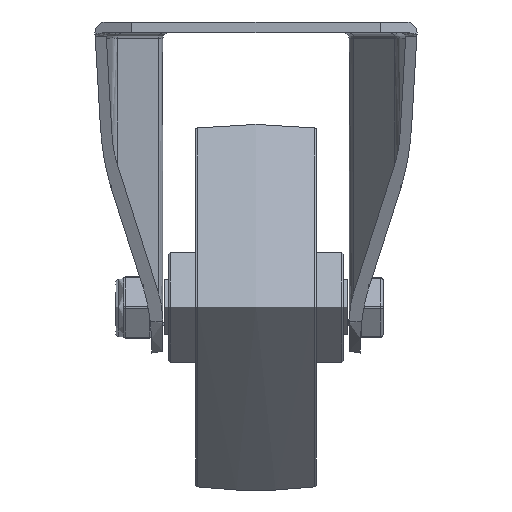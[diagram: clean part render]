
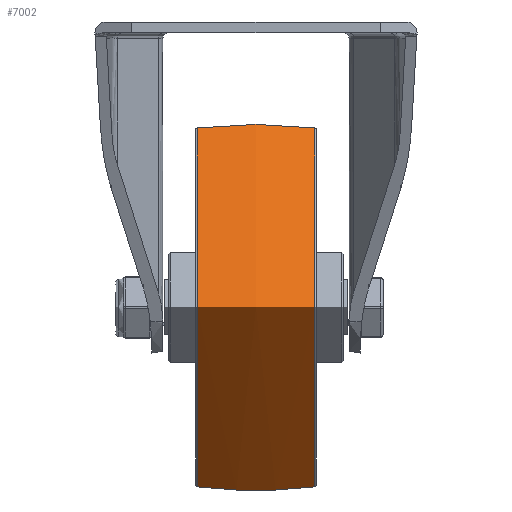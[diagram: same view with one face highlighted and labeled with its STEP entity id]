
A CAD part, left-side view. The second image highlights one B-rep face of the part: STEP entity #7002.
In plain terms, the highlighted free-form (B-spline) face has degree [2, 2] with [3, 9] control points.
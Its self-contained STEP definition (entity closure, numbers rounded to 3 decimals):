
#39=(
BOUNDED_SURFACE()
B_SPLINE_SURFACE(2,2,((#10950,#10951,#10952,#10953,#10954,#10955,#10956,
#10957,#10958),(#10959,#10960,#10961,#10962,#10963,#10964,#10965,#10966,
#10967),(#10968,#10969,#10970,#10971,#10972,#10973,#10974,#10975,#10976)),
 .UNSPECIFIED.,.F.,.T.,.F.)
B_SPLINE_SURFACE_WITH_KNOTS((3,3),(3,2,2,2,3),(-0.118,0.118),
(-3.142,-1.571,0.,1.571,3.142),
 .UNSPECIFIED.)
GEOMETRIC_REPRESENTATION_ITEM()
RATIONAL_B_SPLINE_SURFACE(((1.,0.707,1.,0.707,1.,
0.707,1.,0.707,1.),(0.993,0.702,
0.993,0.702,0.993,0.702,
0.993,0.702,0.993),(1.,0.707,
1.,0.707,1.,0.707,1.,0.707,1.)))
REPRESENTATION_ITEM('')
SURFACE()
);
#842=FACE_OUTER_BOUND('',#1280,.T.);
#1280=EDGE_LOOP('',(#5325,#5326,#5327,#5328));
#2698=CIRCLE('',#7634,49.053);
#2699=CIRCLE('',#7635,136.625);
#2700=CIRCLE('',#7636,49.053);
#3078=VERTEX_POINT('',#10947);
#3079=VERTEX_POINT('',#10977);
#3886=EDGE_CURVE('',#3078,#3078,#2698,.T.);
#3887=EDGE_CURVE('',#3078,#3079,#2699,.T.);
#3888=EDGE_CURVE('',#3079,#3079,#2700,.T.);
#5325=ORIENTED_EDGE('',*,*,#3886,.F.);
#5326=ORIENTED_EDGE('',*,*,#3887,.T.);
#5327=ORIENTED_EDGE('',*,*,#3888,.T.);
#5328=ORIENTED_EDGE('',*,*,#3887,.F.);
#7002=ADVANCED_FACE('',(#842),#39,.F.);
#7634=AXIS2_PLACEMENT_3D('',#10949,#8783,#8784);
#7635=AXIS2_PLACEMENT_3D('',#10978,#8785,#8786);
#7636=AXIS2_PLACEMENT_3D('',#10979,#8787,#8788);
#8783=DIRECTION('center_axis',(0.,1.,0.));
#8784=DIRECTION('ref_axis',(0.,0.,1.));
#8785=DIRECTION('center_axis',(-1.,0.,0.));
#8786=DIRECTION('ref_axis',(0.,0.,-1.));
#8787=DIRECTION('center_axis',(0.,1.,0.));
#8788=DIRECTION('ref_axis',(0.,0.,1.));
#10947=CARTESIAN_POINT('',(0.,16.059,-49.053));
#10949=CARTESIAN_POINT('Origin',(0.,16.059,0.));
#10950=CARTESIAN_POINT('Ctrl Pts',(0.,-16.059,-49.053));
#10951=CARTESIAN_POINT('Ctrl Pts',(-49.053,-16.059,-49.053));
#10952=CARTESIAN_POINT('Ctrl Pts',(-49.053,-16.059,0.));
#10953=CARTESIAN_POINT('Ctrl Pts',(-49.053,-16.059,49.053));
#10954=CARTESIAN_POINT('Ctrl Pts',(0.,-16.059,49.053));
#10955=CARTESIAN_POINT('Ctrl Pts',(49.053,-16.059,49.053));
#10956=CARTESIAN_POINT('Ctrl Pts',(49.053,-16.059,0.));
#10957=CARTESIAN_POINT('Ctrl Pts',(49.053,-16.059,-49.053));
#10958=CARTESIAN_POINT('Ctrl Pts',(0.,-16.059,-49.053));
#10959=CARTESIAN_POINT('Ctrl Pts',(0.,0.,-50.954));
#10960=CARTESIAN_POINT('Ctrl Pts',(-50.954,0.,
-50.954));
#10961=CARTESIAN_POINT('Ctrl Pts',(-50.954,0.,
0.));
#10962=CARTESIAN_POINT('Ctrl Pts',(-50.954,0.,
50.954));
#10963=CARTESIAN_POINT('Ctrl Pts',(0.,0.,50.954));
#10964=CARTESIAN_POINT('Ctrl Pts',(50.954,0.,
50.954));
#10965=CARTESIAN_POINT('Ctrl Pts',(50.954,0.,
0.));
#10966=CARTESIAN_POINT('Ctrl Pts',(50.954,0.,
-50.954));
#10967=CARTESIAN_POINT('Ctrl Pts',(0.,0.,-50.954));
#10968=CARTESIAN_POINT('Ctrl Pts',(0.,16.059,-49.053));
#10969=CARTESIAN_POINT('Ctrl Pts',(-49.053,16.059,-49.053));
#10970=CARTESIAN_POINT('Ctrl Pts',(-49.053,16.059,0.));
#10971=CARTESIAN_POINT('Ctrl Pts',(-49.053,16.059,49.053));
#10972=CARTESIAN_POINT('Ctrl Pts',(0.,16.059,49.053));
#10973=CARTESIAN_POINT('Ctrl Pts',(49.053,16.059,49.053));
#10974=CARTESIAN_POINT('Ctrl Pts',(49.053,16.059,0.));
#10975=CARTESIAN_POINT('Ctrl Pts',(49.053,16.059,-49.053));
#10976=CARTESIAN_POINT('Ctrl Pts',(0.,16.059,-49.053));
#10977=CARTESIAN_POINT('',(0.,-16.059,-49.053));
#10978=CARTESIAN_POINT('Origin',(0.,0.,
86.625));
#10979=CARTESIAN_POINT('Origin',(0.,-16.059,0.));
